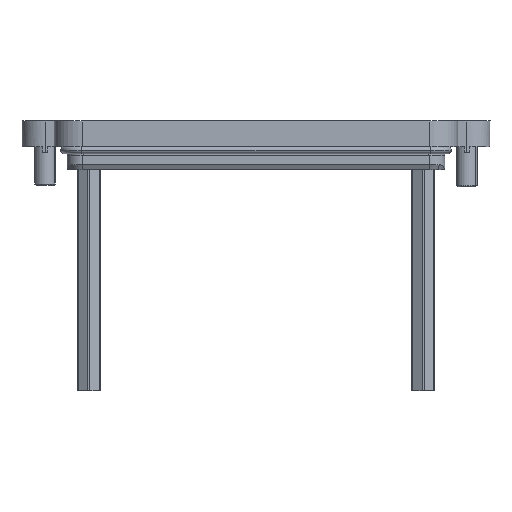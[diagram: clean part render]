
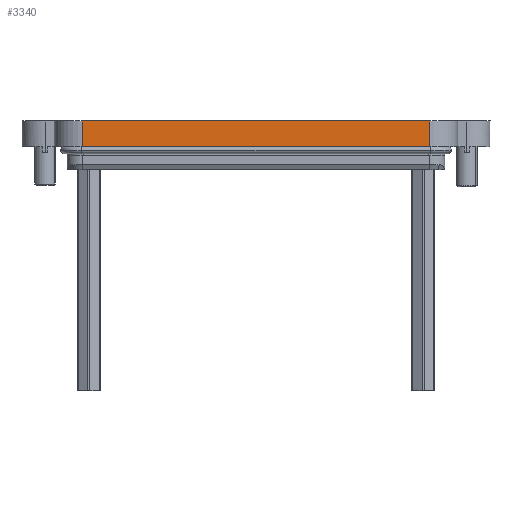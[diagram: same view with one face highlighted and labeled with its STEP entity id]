
A CAD part, left-side view. The second image highlights one B-rep face of the part: STEP entity #3340.
In plain terms, the highlighted planar face has unit normal (-1, 0, 0).
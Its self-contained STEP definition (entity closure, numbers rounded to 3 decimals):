
#3320=AXIS2_PLACEMENT_3D('Plane Axis2P3D',#3317,#3318,#3319) ;
#3060=CARTESIAN_POINT('Vertex',(0.,23.5,95.)) ;
#3063=CARTESIAN_POINT('Line Origine',(0.,91.,95.)) ;
#3067=CARTESIAN_POINT('Vertex',(0.,158.5,95.)) ;
#3302=CARTESIAN_POINT('Vertex',(0.,23.5,105.)) ;
#3305=CARTESIAN_POINT('Line Origine',(0.,23.5,100.)) ;
#3317=CARTESIAN_POINT('Axis2P3D Location',(0.,158.5,105.)) ;
#3322=CARTESIAN_POINT('Line Origine',(0.,91.,105.)) ;
#3326=CARTESIAN_POINT('Vertex',(0.,158.5,105.)) ;
#3329=CARTESIAN_POINT('Line Origine',(0.,158.5,100.)) ;
#3064=DIRECTION('Vector Direction',(0.,-1.,0.)) ;
#3306=DIRECTION('Vector Direction',(0.,0.,-1.)) ;
#3318=DIRECTION('Axis2P3D Direction',(1.,0.,0.)) ;
#3319=DIRECTION('Axis2P3D XDirection',(0.,-1.,0.)) ;
#3323=DIRECTION('Vector Direction',(0.,-1.,0.)) ;
#3330=DIRECTION('Vector Direction',(0.,0.,-1.)) ;
#3065=VECTOR('Line Direction',#3064,1.) ;
#3307=VECTOR('Line Direction',#3306,1.) ;
#3324=VECTOR('Line Direction',#3323,1.) ;
#3331=VECTOR('Line Direction',#3330,1.) ;
#3335=ORIENTED_EDGE('',*,*,#3309,.F.) ;
#3336=ORIENTED_EDGE('',*,*,#3328,.T.) ;
#3337=ORIENTED_EDGE('',*,*,#3333,.T.) ;
#3338=ORIENTED_EDGE('',*,*,#3069,.F.) ;
#3340=ADVANCED_FACE('Hauptk\X2\00F6\X0\rper',(#3339),#3321,.F.) ;
#3069=EDGE_CURVE('',#3061,#3068,#3066,.F.) ;
#3309=EDGE_CURVE('',#3303,#3061,#3308,.T.) ;
#3328=EDGE_CURVE('',#3303,#3327,#3325,.F.) ;
#3333=EDGE_CURVE('',#3327,#3068,#3332,.T.) ;
#3334=EDGE_LOOP('',(#3335,#3336,#3337,#3338)) ;
#3339=FACE_OUTER_BOUND('',#3334,.T.) ;
#3066=LINE('Line',#3063,#3065) ;
#3308=LINE('Line',#3305,#3307) ;
#3325=LINE('Line',#3322,#3324) ;
#3332=LINE('Line',#3329,#3331) ;
#3321=PLANE('',#3320) ;
#3061=VERTEX_POINT('',#3060) ;
#3068=VERTEX_POINT('',#3067) ;
#3303=VERTEX_POINT('',#3302) ;
#3327=VERTEX_POINT('',#3326) ;
